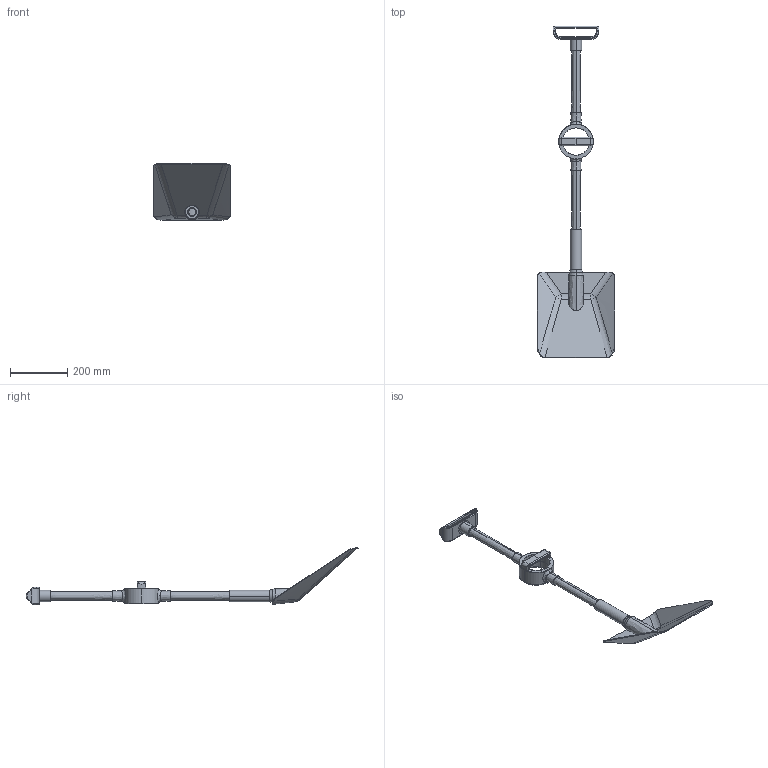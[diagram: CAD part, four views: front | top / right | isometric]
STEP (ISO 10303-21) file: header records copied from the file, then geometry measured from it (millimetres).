
FILE_DESCRIPTION(('CATIA V5 STEP Exchange'),'2;1');
FILE_NAME('Prototype 4.stp','2022-05-02T04:52:43+00:00',('none'),('none'),'CATIA Version 5 Release 21 GA (IN-10)','CATIA V5 STEP AP203','none');
FILE_SCHEMA(('CONFIG_CONTROL_DESIGN'));
Length unit declared in the file: millimetre
Products named in the file (1): Prototype 4
Assembly tree (6 placements, depth 2):
  Prototype 4
    #58
    #8464  x2
    #9085
    #11738
    #15648
Bounding box: 270.28 x 1155.27 x 199.24 mm (x, y, z)
Volume: 964690.2 mm3; surface area: 530952.6 mm2
Topology: 6 solids, 9 shells, 249 faces, 619 edges, 381 vertices
Faces by surface type: bspline 87, cylinder 74, plane 57, torus 16, sphere 12, extrusion 2, cone 1
Entity records: 17869 total; most frequent: CARTESIAN_POINT 13045, ORIENTED_EDGE 1118, DIRECTION 591, EDGE_CURVE 561, VERTEX_POINT 330, AXIS2_PLACEMENT_3D 280, B_SPLINE_CURVE_WITH_KNOTS 263, EDGE_LOOP 253
